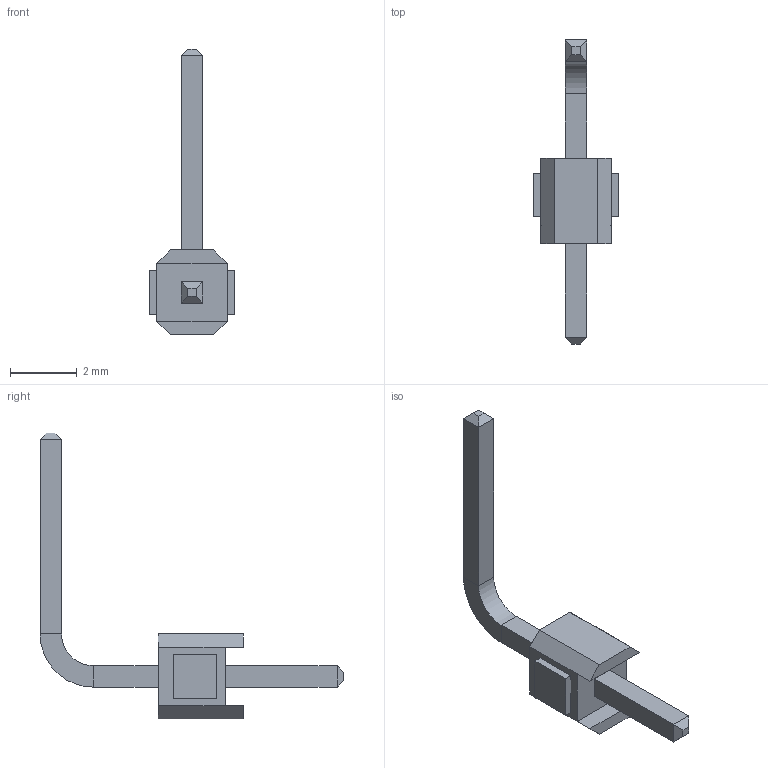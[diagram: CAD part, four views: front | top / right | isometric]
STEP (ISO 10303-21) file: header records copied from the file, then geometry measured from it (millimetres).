
FILE_DESCRIPTION (( 'STEP AP214' ), '1' );
FILE_NAME ('PLSR-01.STEP', '2019-06-28T11:42:44', ( '' ), ( '' ), 'SwSTEP 2.0', 'SolidWorks 2018', '' );
FILE_SCHEMA (( 'AUTOMOTIVE_DESIGN' ));
Length unit declared in the file: millimetre
Products named in the file (1): PLSR-01
Bounding box: 2.54 x 9.07 x 8.54 mm (x, y, z)
Volume: 17 mm3; surface area: 68.5 mm2
Topology: 2 solids, 2 shells, 51 faces, 112 edges, 68 vertices
Faces by surface type: plane 49, cylinder 2
Entity records: 1954 total; most frequent: CARTESIAN_POINT 232, ORIENTED_EDGE 224, DIRECTION 220, EDGE_CURVE 112, VECTOR 108, LINE 108, VERTEX_POINT 68, AXIS2_PLACEMENT_3D 56
